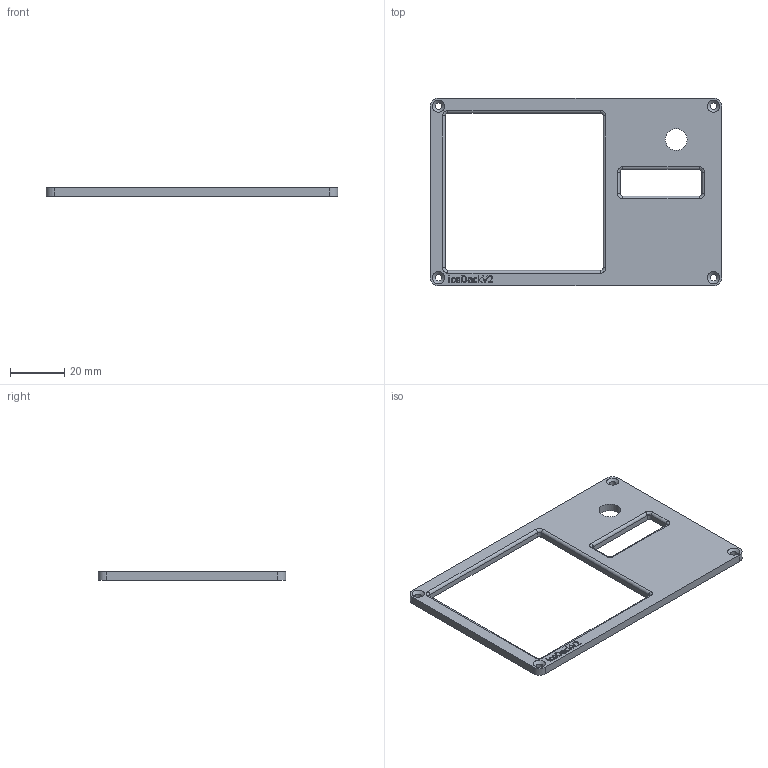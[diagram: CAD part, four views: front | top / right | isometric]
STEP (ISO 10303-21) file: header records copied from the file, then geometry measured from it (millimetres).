
FILE_DESCRIPTION(/* description */ ('STEP AP242 Edition 2','CAx-IF Rec.Pracs.---Representation and Presentation of Product Manufacturing Information (PMI)---4.0---2014-10-13','CAx-IF Rec.Pracs.---3D Tessellated Geometry---0.4---2014-09-14','2;1','CAx-IF Rec.Pracs.---User Defined Attributes---1.5---2016-08-15'),/* implementation_level */ '2;1');
FILE_NAME(/* name */ '6931e7f96768721ae740a7d7',/* time_stamp */ '2025-12-04T19:58:50Z',/* author */ (''),/* organization */ (''),/* preprocessor_version */ 'ST-DEVELOPER v20',/* originating_system */ 'ONSHAPE BY PTC INC, 1.207',/* authorisation */ ' ');
FILE_SCHEMA (('AP242_MANAGED_MODEL_BASED_3D_ENGINEERING_MIM_LF { 1 0 10303 442 3 1 4 }'));
Length unit declared in the file: metre
Products named in the file (1): Top
Bounding box: 107 x 69 x 3 mm (x, y, z)
Volume: 10891.8 mm3; surface area: 9337.5 mm2
Topology: 1 solids, 1 shells, 193 faces, 517 edges, 338 vertices
Faces by surface type: plane 76, bspline 55, cylinder 50, torus 8, cone 4
Full cylindrical faces by diameter (mm): 2.5 x4, 8 x1
Entity records: 6208 total; most frequent: CARTESIAN_POINT 1645, ORIENTED_EDGE 1016, DIRECTION 788, EDGE_CURVE 508, VERTEX_POINT 338, LINE 286, VECTOR 286, AXIS2_PLACEMENT_3D 251
